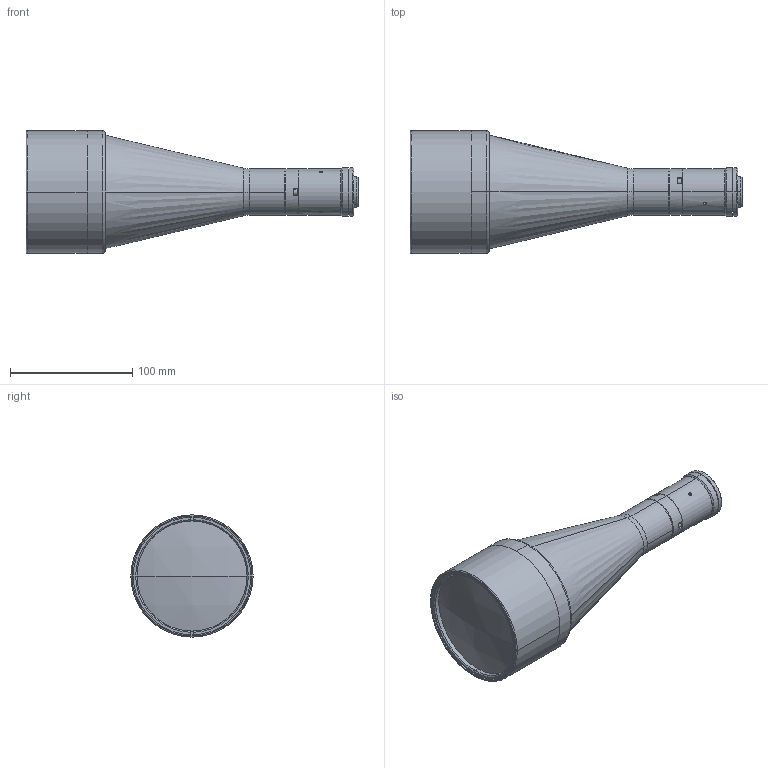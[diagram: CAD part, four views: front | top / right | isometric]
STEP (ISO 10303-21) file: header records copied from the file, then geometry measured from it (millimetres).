
FILE_DESCRIPTION (( 'STEP AP203' ), '1' );
FILE_NAME ('DP26380_TC3MHR064-C.step', '2020-09-04T07:31:20', ( '' ), ( '' ), 'SwSTEP 2.0', 'SolidWorks 2020', '' );
FILE_SCHEMA (( 'CONFIG_CONTROL_DESIGN' ));
Length unit declared in the file: millimetre
Products named in the file (1): DP26380_TC3MHR064-C
Bounding box: 271.31 x 100 x 100 mm (x, y, z)
Surface area: 108919.3 mm2 (no closed solid volume)
Topology: 0 solids, 18 shells, 120 faces, 351 edges, 245 vertices
Faces by surface type: cylinder 49, plane 35, cone 20, torus 14, sphere 2
Entity records: 4322 total; most frequent: CARTESIAN_POINT 965, DIRECTION 769, ORIENTED_EDGE 563, EDGE_CURVE 347, AXIS2_PLACEMENT_3D 321, VERTEX_POINT 245, CIRCLE 200, EDGE_LOOP 150
